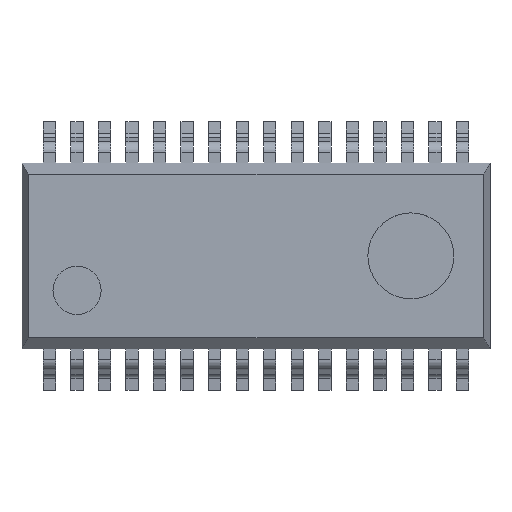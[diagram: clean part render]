
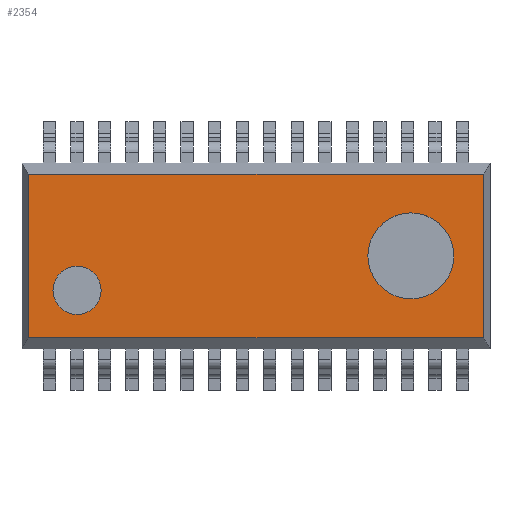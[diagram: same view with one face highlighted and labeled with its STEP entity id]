
A CAD part, top view. The second image highlights one B-rep face of the part: STEP entity #2354.
In plain terms, the highlighted planar face has unit normal (0, 0, 1).
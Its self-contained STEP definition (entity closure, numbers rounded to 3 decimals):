
#256 = CARTESIAN_POINT ( 'NONE',  ( 0.199, -6.6, 0.8 ) ) ;
#271 = DIRECTION ( 'NONE',  ( 0., 0., 1. ) ) ;
#798 = ORIENTED_EDGE ( 'NONE', *, *, #2744, .F. ) ;
#927 = VERTEX_POINT ( 'NONE', #1035 ) ;
#936 = CARTESIAN_POINT ( 'NONE',  ( 13.401, -6.277, 0.8 ) ) ;
#1035 = CARTESIAN_POINT ( 'NONE',  ( 2.3, -4.9, 0.8 ) ) ;
#1159 = DIRECTION ( 'NONE',  ( 0., 0., 1. ) ) ;
#1333 = EDGE_CURVE ( 'NONE', #6165, #9542, #1398, .T. ) ;
#1398 = CIRCLE ( 'NONE', #19908, 1.25 ) ;
#1500 = EDGE_CURVE ( 'NONE', #5732, #4551, #3350, .T. ) ;
#1962 = EDGE_CURVE ( 'NONE', #927, #17875, #6589, .T. ) ;
#2179 = CARTESIAN_POINT ( 'NONE',  ( 13.401, 0., 0.8 ) ) ;
#2200 = ORIENTED_EDGE ( 'NONE', *, *, #1500, .T. ) ;
#2354 = ADVANCED_FACE ( 'NONE', ( #15806, #11042, #15318 ), #10661, .T. ) ;
#2744 = EDGE_CURVE ( 'NONE', #17875, #927, #3311, .T. ) ;
#3152 = ORIENTED_EDGE ( 'NONE', *, *, #8874, .T. ) ;
#3219 = CARTESIAN_POINT ( 'NONE',  ( 13.401, -6.277, 0.8 ) ) ;
#3311 = CIRCLE ( 'NONE', #16636, 0.7 ) ;
#3350 = LINE ( 'NONE', #256, #15629 ) ;
#3392 = CARTESIAN_POINT ( 'NONE',  ( 1.6, -4.9, 0.8 ) ) ;
#4551 = VERTEX_POINT ( 'NONE', #17257 ) ;
#4679 = VERTEX_POINT ( 'NONE', #3219 ) ;
#4702 = LINE ( 'NONE', #2179, #20699 ) ;
#5008 = DIRECTION ( 'NONE',  ( 1., 0., 0. ) ) ;
#5732 = VERTEX_POINT ( 'NONE', #20619 ) ;
#6165 = VERTEX_POINT ( 'NONE', #8080 ) ;
#6304 = DIRECTION ( 'NONE',  ( 0., 0., 1. ) ) ;
#6589 = CIRCLE ( 'NONE', #15121, 0.7 ) ;
#6904 = CARTESIAN_POINT ( 'NONE',  ( 11.3, -3.9, 0.8 ) ) ;
#6973 = AXIS2_PLACEMENT_3D ( 'NONE', #6904, #18058, #8503 ) ;
#7116 = VERTEX_POINT ( 'NONE', #19895 ) ;
#7526 = CARTESIAN_POINT ( 'NONE',  ( 0., 0., 0.8 ) ) ;
#7753 = ORIENTED_EDGE ( 'NONE', *, *, #12386, .F. ) ;
#7889 = CARTESIAN_POINT ( 'NONE',  ( 0.9, -4.9, 0.8 ) ) ;
#8013 = CARTESIAN_POINT ( 'NONE',  ( 0., -1.523, 0.8 ) ) ;
#8080 = CARTESIAN_POINT ( 'NONE',  ( 12.55, -3.9, 0.8 ) ) ;
#8503 = DIRECTION ( 'NONE',  ( 1., 0., 0. ) ) ;
#8874 = EDGE_CURVE ( 'NONE', #4551, #4679, #14017, .T. ) ;
#9542 = VERTEX_POINT ( 'NONE', #14827 ) ;
#9602 = EDGE_CURVE ( 'NONE', #4679, #7116, #4702, .T. ) ;
#9741 = ORIENTED_EDGE ( 'NONE', *, *, #1962, .F. ) ;
#9845 = CARTESIAN_POINT ( 'NONE',  ( 1.6, -4.9, 0.8 ) ) ;
#10511 = DIRECTION ( 'NONE',  ( 1., 0., 0. ) ) ;
#10661 = PLANE ( 'NONE',  #19661 ) ;
#11042 = FACE_BOUND ( 'NONE', #11065, .T. ) ;
#11065 = EDGE_LOOP ( 'NONE', ( #9741, #798 ) ) ;
#11439 = DIRECTION ( 'NONE',  ( 0., -1., 0. ) ) ;
#11451 = DIRECTION ( 'NONE',  ( 1., 0., 0. ) ) ;
#12346 = DIRECTION ( 'NONE',  ( 1., 0., 0. ) ) ;
#12386 = EDGE_CURVE ( 'NONE', #9542, #6165, #18104, .T. ) ;
#12828 = ORIENTED_EDGE ( 'NONE', *, *, #15939, .T. ) ;
#13779 = ORIENTED_EDGE ( 'NONE', *, *, #1333, .F. ) ;
#14017 = LINE ( 'NONE', #936, #18266 ) ;
#14099 = VECTOR ( 'NONE', #17627, 1000. ) ;
#14594 = DIRECTION ( 'NONE',  ( 0., 0., 1. ) ) ;
#14827 = CARTESIAN_POINT ( 'NONE',  ( 10.05, -3.9, 0.8 ) ) ;
#15121 = AXIS2_PLACEMENT_3D ( 'NONE', #3392, #14594, #5008 ) ;
#15318 = FACE_OUTER_BOUND ( 'NONE', #17263, .T. ) ;
#15629 = VECTOR ( 'NONE', #11439, 1000. ) ;
#15806 = FACE_BOUND ( 'NONE', #18022, .T. ) ;
#15876 = CARTESIAN_POINT ( 'NONE',  ( 11.3, -3.9, 0.8 ) ) ;
#15939 = EDGE_CURVE ( 'NONE', #7116, #5732, #18343, .T. ) ;
#16110 = ORIENTED_EDGE ( 'NONE', *, *, #9602, .T. ) ;
#16636 = AXIS2_PLACEMENT_3D ( 'NONE', #9845, #271, #11451 ) ;
#17257 = CARTESIAN_POINT ( 'NONE',  ( 0.199, -6.277, 0.8 ) ) ;
#17263 = EDGE_LOOP ( 'NONE', ( #16110, #12828, #2200, #3152 ) ) ;
#17442 = DIRECTION ( 'NONE',  ( 1., 0., 0. ) ) ;
#17627 = DIRECTION ( 'NONE',  ( -1., 0., 0. ) ) ;
#17875 = VERTEX_POINT ( 'NONE', #7889 ) ;
#18022 = EDGE_LOOP ( 'NONE', ( #13779, #7753 ) ) ;
#18058 = DIRECTION ( 'NONE',  ( 0., 0., 1. ) ) ;
#18104 = CIRCLE ( 'NONE', #6973, 1.25 ) ;
#18233 = DIRECTION ( 'NONE',  ( 0., 1., 0. ) ) ;
#18266 = VECTOR ( 'NONE', #10511, 1000. ) ;
#18343 = LINE ( 'NONE', #8013, #14099 ) ;
#19661 = AXIS2_PLACEMENT_3D ( 'NONE', #7526, #1159, #12346 ) ;
#19895 = CARTESIAN_POINT ( 'NONE',  ( 13.401, -1.523, 0.8 ) ) ;
#19908 = AXIS2_PLACEMENT_3D ( 'NONE', #15876, #6304, #17442 ) ;
#20619 = CARTESIAN_POINT ( 'NONE',  ( 0.199, -1.523, 0.8 ) ) ;
#20699 = VECTOR ( 'NONE', #18233, 1000. ) ;
